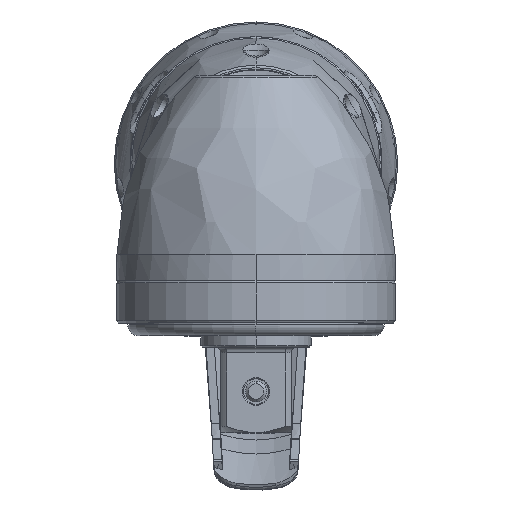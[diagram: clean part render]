
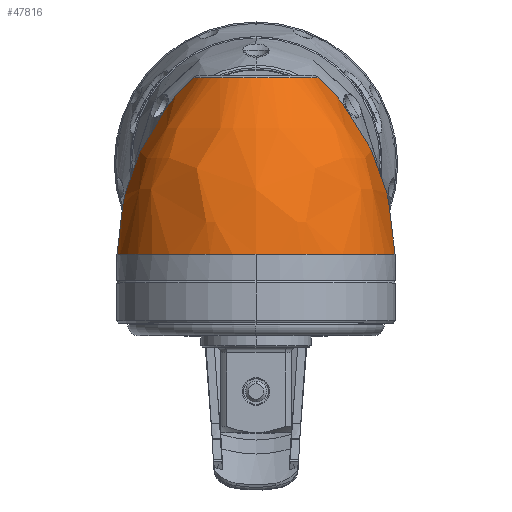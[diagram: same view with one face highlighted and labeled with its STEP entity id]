
A CAD part, top view. The second image highlights one B-rep face of the part: STEP entity #47816.
In plain terms, the highlighted free-form (B-spline) face has degree [3, 3] with [7, 4] control points.
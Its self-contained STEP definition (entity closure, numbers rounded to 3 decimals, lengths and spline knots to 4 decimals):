
#7951=CARTESIAN_POINT('',(0.3198,0.5941,
17.549));
#7982=CARTESIAN_POINT('',(0.,0.5941,17.8661));
#7983=DIRECTION('',(0.,1.,0.));
#7984=DIRECTION('',(-0.71,0.,-0.704));
#7985=AXIS2_PLACEMENT_3D('',#7982,#7983,#7984);
#8011=CARTESIAN_POINT('',(0.3198,0.5941,
17.549));
#8012=CARTESIAN_POINT('',(0.3393,0.5821,
17.5506));
#8013=CARTESIAN_POINT('',(0.3766,0.5568,
17.5533));
#8014=CARTESIAN_POINT('',(0.4261,0.5169,
17.5543));
#8015=CARTESIAN_POINT('',(0.4722,0.4733,
17.5518));
#8016=CARTESIAN_POINT('',(0.5167,0.4242,17.5445));
#8017=CARTESIAN_POINT('',(0.5621,0.3645,
17.5299));
#8018=CARTESIAN_POINT('',(0.6064,0.2926,
17.5052));
#8019=CARTESIAN_POINT('',(0.6464,0.2079,
17.4687));
#8020=CARTESIAN_POINT('',(0.6788,0.1093,
17.4196));
#8021=CARTESIAN_POINT('',(0.7,-0.0048,
17.3575));
#8022=CARTESIAN_POINT('',(0.7029,-0.1364,
17.2822));
#8023=CARTESIAN_POINT('',(0.6837,-0.2648,
17.2072));
#8024=CARTESIAN_POINT('',(0.6444,-0.386,
17.1361));
#8025=CARTESIAN_POINT('',(0.5878,-0.4952,
17.0721));
#8026=CARTESIAN_POINT('',(0.5175,-0.59,
17.0168));
#8027=CARTESIAN_POINT('',(0.464,-0.6424,
16.9864));
#8028=CARTESIAN_POINT('',(0.436,-0.6661,
16.9728));
#8030=CARTESIAN_POINT('',(0.436,-0.6661,
16.9728));
#8053=CARTESIAN_POINT('',(0.,-0.6661,17.8661));
#8054=DIRECTION('',(0.,1.,0.));
#8055=DIRECTION('',(0.,0.,1.));
#8056=AXIS2_PLACEMENT_3D('',#8053,#8054,#8055);
#8082=CARTESIAN_POINT('',(0.,-0.6661,17.8661));
#8083=DIRECTION('',(0.,-1.,0.));
#8084=DIRECTION('',(0.,0.,1.));
#8085=AXIS2_PLACEMENT_3D('',#8082,#8083,#8084);
#8098=CARTESIAN_POINT('',(-0.436,-0.6661,
16.9728));
#8114=CARTESIAN_POINT('',(-0.436,-0.6661,
16.9728));
#8115=CARTESIAN_POINT('',(-0.4638,-0.6426,
16.9863));
#8116=CARTESIAN_POINT('',(-0.517,-0.5905,
17.0165));
#8117=CARTESIAN_POINT('',(-0.587,-0.4965,
17.0714));
#8118=CARTESIAN_POINT('',(-0.6434,-0.3881,
17.1348));
#8119=CARTESIAN_POINT('',(-0.6829,-0.268,
17.2053));
#8120=CARTESIAN_POINT('',(-0.7026,-0.1406,
17.2798));
#8121=CARTESIAN_POINT('',(-0.7005,-0.0094,
17.3549));
#8122=CARTESIAN_POINT('',(-0.6797,0.1062,
17.4179));
#8123=CARTESIAN_POINT('',(-0.6473,0.2055,
17.4676));
#8124=CARTESIAN_POINT('',(-0.6073,0.291,
17.5046));
#8125=CARTESIAN_POINT('',(-0.5627,0.3636,
17.5297));
#8126=CARTESIAN_POINT('',(-0.5169,0.424,
17.5445));
#8127=CARTESIAN_POINT('',(-0.472,0.4736,
17.5518));
#8128=CARTESIAN_POINT('',(-0.4256,0.5172,
17.5543));
#8129=CARTESIAN_POINT('',(-0.3761,0.5571,
17.5533));
#8130=CARTESIAN_POINT('',(-0.3391,0.5823,
17.5506));
#8131=CARTESIAN_POINT('',(-0.3198,0.5941,
17.549));
#41020=VERTEX_POINT('',#8098);
#41023=VERTEX_POINT('',#8030);
#41025=CARTESIAN_POINT('',(0.,-0.6661,18.8602));
#41026=VERTEX_POINT('',#41025);
#41042=VERTEX_POINT('',#7951);
#41045=CARTESIAN_POINT('',(-0.3198,0.5941,
17.549));
#41046=VERTEX_POINT('',#41045);
#47776=CARTESIAN_POINT('',(-0.3376,-0.6943,
16.9314));
#47777=CARTESIAN_POINT('',(-0.3403,-0.1899,
16.9236));
#47778=CARTESIAN_POINT('',(-0.2725,0.2733,
17.1116));
#47779=CARTESIAN_POINT('',(-0.1459,0.6133,
17.462));
#47780=CARTESIAN_POINT('',(-1.707,-0.6943,
17.4259));
#47781=CARTESIAN_POINT('',(-1.7211,-0.1899,
17.4222));
#47782=CARTESIAN_POINT('',(-1.3779,0.2733,
17.5107));
#47783=CARTESIAN_POINT('',(-0.738,0.6133,
17.6758));
#47784=CARTESIAN_POINT('',(-1.456,-0.6943,
18.86));
#47785=CARTESIAN_POINT('',(-1.468,-0.1899,
18.8682));
#47786=CARTESIAN_POINT('',(-1.1752,0.2733,
18.6684));
#47787=CARTESIAN_POINT('',(-0.6295,0.6133,
18.2958));
#47788=CARTESIAN_POINT('',(0.,-0.6943,18.86));
#47789=CARTESIAN_POINT('',(0.,-0.1899,18.8682));
#47790=CARTESIAN_POINT('',(0.,0.2733,18.6684));
#47791=CARTESIAN_POINT('',(0.,0.6133,18.2958));
#47792=CARTESIAN_POINT('',(1.456,-0.6943,
18.86));
#47793=CARTESIAN_POINT('',(1.468,-0.1899,
18.8682));
#47794=CARTESIAN_POINT('',(1.1752,0.2733,
18.6684));
#47795=CARTESIAN_POINT('',(0.6295,0.6133,
18.2958));
#47796=CARTESIAN_POINT('',(1.707,-0.6943,
17.4259));
#47797=CARTESIAN_POINT('',(1.7211,-0.1899,
17.4222));
#47798=CARTESIAN_POINT('',(1.3779,0.2733,
17.5107));
#47799=CARTESIAN_POINT('',(0.738,0.6133,
17.6758));
#47800=CARTESIAN_POINT('',(0.3376,-0.6943,
16.9314));
#47801=CARTESIAN_POINT('',(0.3403,-0.1899,
16.9236));
#47802=CARTESIAN_POINT('',(0.2725,0.2733,
17.1116));
#47803=CARTESIAN_POINT('',(0.1459,0.6133,
17.462));
#47804=(BOUNDED_SURFACE()B_SPLINE_SURFACE(3,3,((#47776,#47777,#47778,#47779),(
#47780,#47781,#47782,#47783),(#47784,#47785,#47786,#47787),(#47788,#47789,
#47790,#47791),(#47792,#47793,#47794,#47795),(#47796,#47797,#47798,#47799),(
#47800,#47801,#47802,#47803)),.UNSPECIFIED.,.F.,.F.,.F.)B_SPLINE_SURFACE_WITH_KNOTS((4,3,4),(4,4),(0.,1.,2.),(0.,1.),.UNSPECIFIED.)GEOMETRIC_REPRESENTATION_ITEM()RATIONAL_B_SPLINE_SURFACE(((1.785,1.68,
1.68,1.785),(0.8,0.753,
0.753,0.8),(0.8,0.753,
0.753,0.8),(1.785,1.68,
1.68,1.785),(0.8,0.753,
0.753,0.8),(0.8,0.753,
0.753,0.8),(1.785,1.68,
1.68,1.785)))REPRESENTATION_ITEM('')SURFACE());
#47805=ORIENTED_EDGE('',*,*,#47769,.T.);
#47807=ORIENTED_EDGE('',*,*,#47806,.T.);
#47809=ORIENTED_EDGE('',*,*,#47808,.F.);
#47811=ORIENTED_EDGE('',*,*,#47810,.T.);
#47813=ORIENTED_EDGE('',*,*,#47812,.T.);
#47814=EDGE_LOOP('',(#47805,#47807,#47809,#47811,#47813));
#47815=FACE_OUTER_BOUND('',#47814,.F.);
#47816=ADVANCED_FACE('',(#47815),#47804,.T.);
#7986=CIRCLE('',#7985,0.4504);
#8029=B_SPLINE_CURVE_WITH_KNOTS('',3,(#8011,#8012,#8013,#8014,#8015,#8016,#8017,
#8018,#8019,#8020,#8021,#8022,#8023,#8024,#8025,#8026,#8027,#8028),
.UNSPECIFIED.,.F.,.F.,(4,1,1,1,1,1,1,1,1,1,1,1,1,1,1,4),(0.,0.0667,
0.1333,0.2,0.2667,0.3333,0.4,
0.4667,0.5333,0.6,0.6667,0.7333,
0.8,0.8667,0.9333,1.),.UNSPECIFIED.);
#8057=CIRCLE('',#8056,0.9941);
#8086=CIRCLE('',#8085,0.9941);
#8132=B_SPLINE_CURVE_WITH_KNOTS('',3,(#8114,#8115,#8116,#8117,#8118,#8119,#8120,
#8121,#8122,#8123,#8124,#8125,#8126,#8127,#8128,#8129,#8130,#8131),
.UNSPECIFIED.,.F.,.F.,(4,1,1,1,1,1,1,1,1,1,1,1,1,1,1,4),(0.,0.0667,
0.1333,0.2,0.2667,0.3333,0.4,
0.4667,0.5333,0.6,0.6667,0.7333,
0.8,0.8667,0.9333,1.),.UNSPECIFIED.);
#47769=EDGE_CURVE('',#41046,#41042,#7986,.T.);
#47806=EDGE_CURVE('',#41042,#41023,#8029,.T.);
#47808=EDGE_CURVE('',#41026,#41023,#8057,.T.);
#47810=EDGE_CURVE('',#41026,#41020,#8086,.T.);
#47812=EDGE_CURVE('',#41020,#41046,#8132,.T.);
